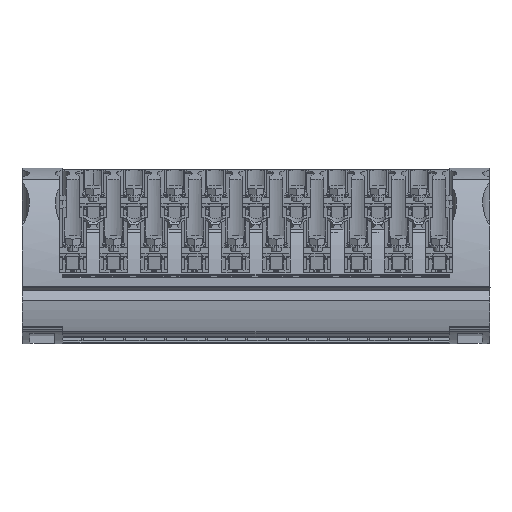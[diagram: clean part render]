
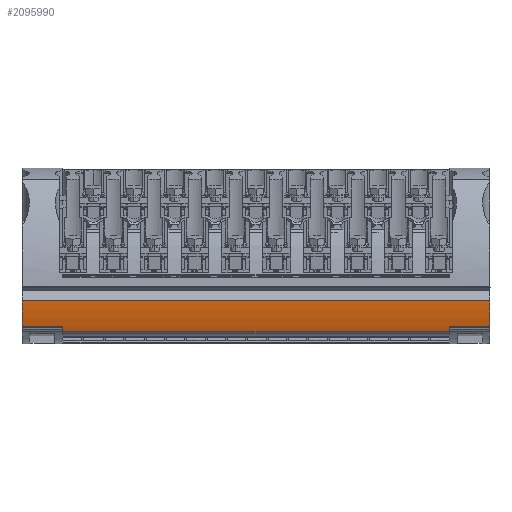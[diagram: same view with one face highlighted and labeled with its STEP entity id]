
A CAD part, front view. The second image highlights one B-rep face of the part: STEP entity #2095990.
In plain terms, the highlighted cylindrical face has radius 50 mm (diameter 100 mm), a partial arc.
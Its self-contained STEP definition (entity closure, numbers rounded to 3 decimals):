
#257620=CARTESIAN_POINT('',(-65.825,71.591,
6.938));
#257630=DIRECTION('',(-1.,0.,0.));
#257640=DIRECTION('',(0.,-1.,0.));
#257650=AXIS2_PLACEMENT_3D('',#257620,#257630,#257640);
#257660=CIRCLE('',#257650,50.);
#257670=CARTESIAN_POINT('',(-65.825,24.375,
-9.516));
#257680=VERTEX_POINT('',#257670);
#257690=CARTESIAN_POINT('',(-65.825,23.811,
-7.797));
#257700=VERTEX_POINT('',#257690);
#257710=EDGE_CURVE('',#257680,#257700,#257660,.T.);
#1213800=CARTESIAN_POINT('',(-82.125,23.811,
-7.797));
#1213810=VERTEX_POINT('',#1213800);
#1213840=CARTESIAN_POINT('',(81.375,23.811,
-7.797));
#1213850=DIRECTION('',(-1.,0.,0.));
#1213860=VECTOR('',#1213850,1.);
#1213870=LINE('',#1213840,#1213860);
#1213880=EDGE_CURVE('',#257700,#1213810,#1213870,.T.);
#1219380=CARTESIAN_POINT('',(-82.125,21.76,
2.83));
#1219390=VERTEX_POINT('',#1219380);
#1219420=CARTESIAN_POINT('',(-82.125,71.591,
6.938));
#1219430=DIRECTION('',(1.,0.,0.));
#1219440=DIRECTION('',(0.,-1.,0.));
#1219450=AXIS2_PLACEMENT_3D('',#1219420,#1219430,#1219440);
#1219460=CIRCLE('',#1219450,50.);
#1219470=EDGE_CURVE('',#1219390,#1213810,#1219460,.T.);
#1708630=CARTESIAN_POINT('',(113.975,23.811,
-7.797));
#1708640=DIRECTION('',(-1.,0.,0.));
#1708650=VECTOR('',#1708640,1.);
#1708660=LINE('',#1708630,#1708650);
#1708670=CARTESIAN_POINT('',(105.325,23.811,
-7.797));
#1708680=VERTEX_POINT('',#1708670);
#1708690=CARTESIAN_POINT('',(89.025,23.811,
-7.797));
#1708700=VERTEX_POINT('',#1708690);
#1708710=EDGE_CURVE('',#1708680,#1708700,#1708660,.T.);
#2002780=CARTESIAN_POINT('',(81.375,21.76,
2.83));
#2002790=DIRECTION('',(-1.,0.,0.));
#2002800=VECTOR('',#2002790,1.);
#2002810=LINE('',#2002780,#2002800);
#2002820=CARTESIAN_POINT('',(105.325,21.76,
2.83));
#2002830=VERTEX_POINT('',#2002820);
#2002840=EDGE_CURVE('',#2002830,#1219390,#2002810,.T.);
#2095650=CARTESIAN_POINT('',(113.975,71.591,
6.938));
#2095660=DIRECTION('',(-1.,0.,0.));
#2095670=DIRECTION('',(0.,-1.,0.));
#2095680=AXIS2_PLACEMENT_3D('',#2095650,#2095660,#2095670);
#2095690=CYLINDRICAL_SURFACE('',#2095680,50.);
#2095700=CARTESIAN_POINT('',(81.375,24.375,
-9.516));
#2095710=DIRECTION('',(-1.,0.,0.));
#2095720=VECTOR('',#2095710,1.);
#2095730=LINE('',#2095700,#2095720);
#2095740=CARTESIAN_POINT('',(89.025,24.375,
-9.516));
#2095750=VERTEX_POINT('',#2095740);
#2095760=EDGE_CURVE('',#2095750,#257680,#2095730,.T.);
#2095770=ORIENTED_EDGE('',*,*,#2095760,.F.);
#2095780=ORIENTED_EDGE('',*,*,#257710,.F.);
#2095790=ORIENTED_EDGE('',*,*,#1213880,.F.);
#2095800=ORIENTED_EDGE('',*,*,#1219470,.T.);
#2095810=ORIENTED_EDGE('',*,*,#2002840,.T.);
#2095820=CARTESIAN_POINT('',(105.325,71.591,
6.938));
#2095830=DIRECTION('',(1.,0.,0.));
#2095840=DIRECTION('',(0.,-1.,0.));
#2095850=AXIS2_PLACEMENT_3D('',#2095820,#2095830,#2095840);
#2095860=CIRCLE('',#2095850,50.);
#2095870=EDGE_CURVE('',#2002830,#1708680,#2095860,.T.);
#2095880=ORIENTED_EDGE('',*,*,#2095870,.F.);
#2095890=ORIENTED_EDGE('',*,*,#1708710,.F.);
#2095900=CARTESIAN_POINT('',(89.025,71.591,
6.938));
#2095910=DIRECTION('',(1.,0.,0.));
#2095920=DIRECTION('',(0.,1.,0.));
#2095930=AXIS2_PLACEMENT_3D('',#2095900,#2095910,#2095920);
#2095940=CIRCLE('',#2095930,50.);
#2095950=EDGE_CURVE('',#1708700,#2095750,#2095940,.T.);
#2095960=ORIENTED_EDGE('',*,*,#2095950,.F.);
#2095970=EDGE_LOOP('',(#2095960,#2095890,#2095880,#2095810,#2095800,
#2095790,#2095780,#2095770));
#2095980=FACE_OUTER_BOUND('',#2095970,.T.);
#2095990=ADVANCED_FACE('',(#2095980),#2095690,.T.);
